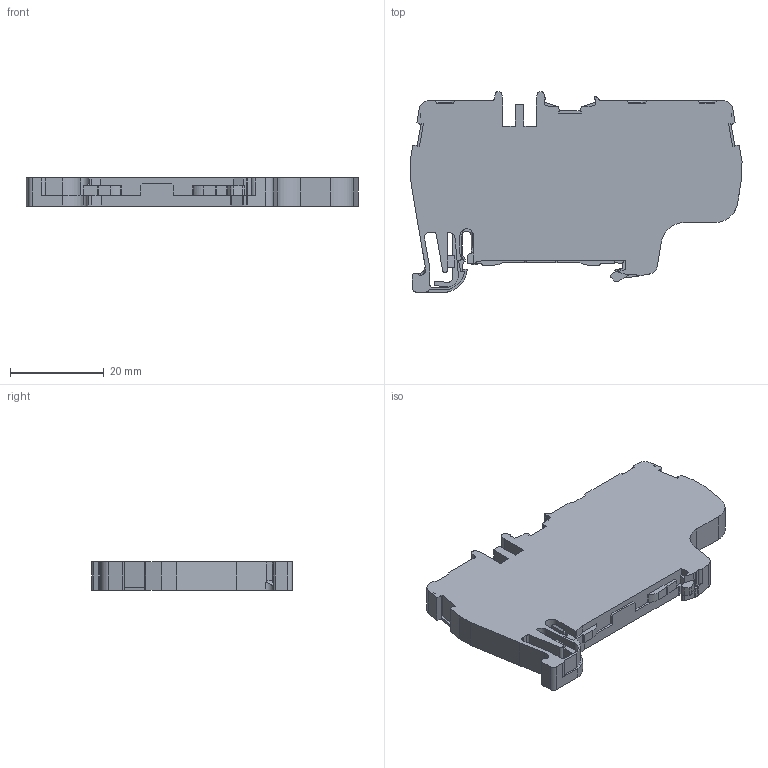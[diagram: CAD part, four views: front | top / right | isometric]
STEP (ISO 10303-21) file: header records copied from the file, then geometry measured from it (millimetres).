
FILE_DESCRIPTION (( 'STEP AP214' ), '1' );
FILE_NAME ('336600_PYK 4 ET.STP', '2015-08-07T10:43:57', ( '' ), ( '' ), 'SwSTEP 2.0', 'SolidWorks 2015', '' );
FILE_SCHEMA (( 'AUTOMOTIVE_DESIGN' ));
Length unit declared in the file: millimetre
Products named in the file (1): 336600_PYK 4 ET
Bounding box: 70.81 x 42.76 x 6 mm (x, y, z)
Volume: 13050.3 mm3; surface area: 6452.7 mm2
Topology: 1 solids, 1 shells, 364 faces, 1038 edges, 681 vertices
Faces by surface type: plane 213, cylinder 115, bspline 30, cone 6
Entity records: 13042 total; most frequent: CARTESIAN_POINT 2767, ORIENTED_EDGE 2076, DIRECTION 1836, EDGE_CURVE 1038, VECTOR 712, LINE 712, VERTEX_POINT 681, AXIS2_PLACEMENT_3D 562
